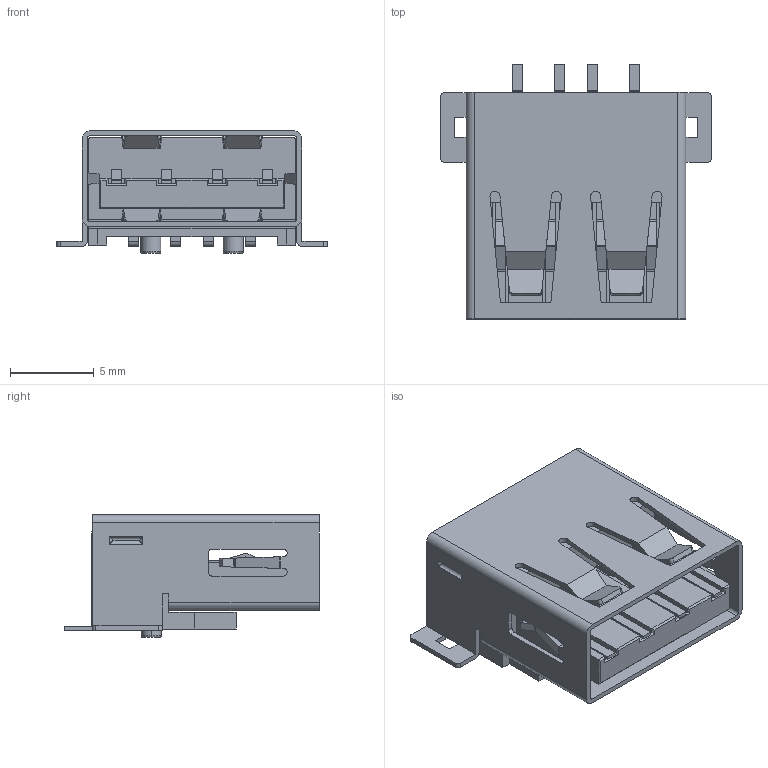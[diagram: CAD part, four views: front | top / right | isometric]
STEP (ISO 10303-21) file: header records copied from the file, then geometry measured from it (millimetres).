
FILE_DESCRIPTION (( 'STEP AP214' ), '1' );
FILE_NAME ('USB-A-SMD_USB-234-BCW.step', '2022-07-15T08:12:59', ( '' ), ( '' ), 'SwSTEP 2.0', 'SolidWorks 2020', '' );
FILE_SCHEMA (( 'AUTOMOTIVE_DESIGN' ));
Length unit declared in the file: millimetre
Products named in the file (1): USB-A-SMD_USB-234-BCW
Bounding box: 16.1 x 15.25 x 7.32 mm (x, y, z)
Volume: 701.1 mm3; surface area: 1729 mm2
Topology: 10 solids, 10 shells, 677 faces, 1853 edges, 1222 vertices
Faces by surface type: plane 443, cylinder 118, bspline 112, torus 4
Entity records: 30029 total; most frequent: CARTESIAN_POINT 6001, ORIENTED_EDGE 3706, DIRECTION 2901, EDGE_CURVE 1853, VECTOR 1385, LINE 1385, VERTEX_POINT 1222, AXIS2_PLACEMENT_3D 758
